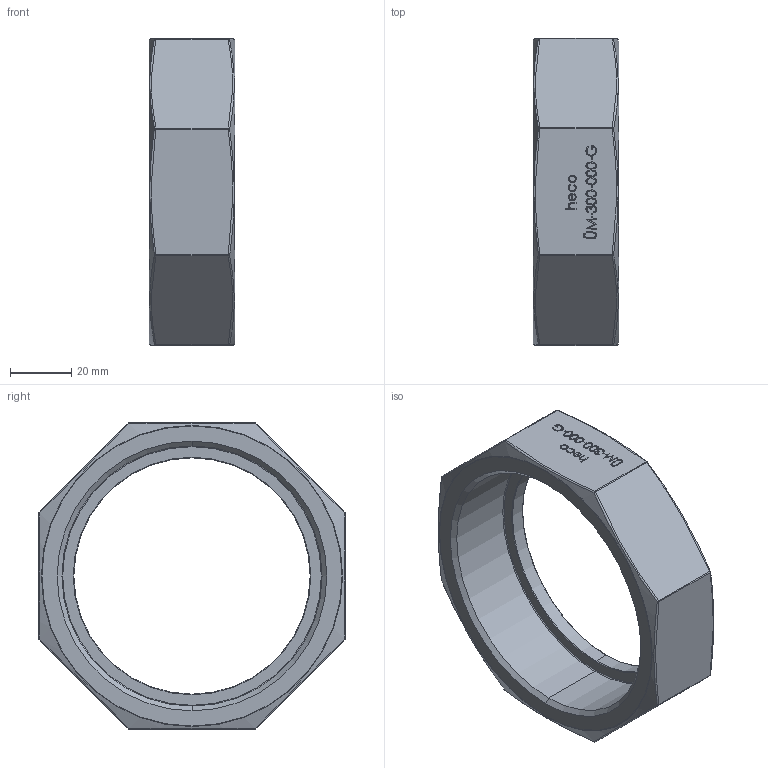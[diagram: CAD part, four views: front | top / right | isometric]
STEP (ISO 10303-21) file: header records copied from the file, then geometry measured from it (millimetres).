
FILE_DESCRIPTION (( 'STEP AP214' ), '1' );
FILE_NAME ('ÜM-300-000-G Überwurfmutter.STEP', '2018-06-21T07:56:16', ( '' ), ( '' ), 'SwSTEP 2.0', 'SolidWorks 2016', '' );
FILE_SCHEMA (( 'AUTOMOTIVE_DESIGN' ));
Length unit declared in the file: millimetre
Products named in the file (1): ÜM-300-000-G Überwurfmutter
Bounding box: 28 x 100 x 100 mm (x, y, z)
Volume: 77280.2 mm3; surface area: 23034 mm2
Topology: 1 solids, 1 shells, 319 faces, 803 edges, 510 vertices
Faces by surface type: bspline 169, plane 106, sphere 16, cylinder 12, torus 10, cone 6
Entity records: 21000 total; most frequent: CARTESIAN_POINT 12446, ORIENTED_EDGE 1590, DIRECTION 837, EDGE_CURVE 795, VERTEX_POINT 510, VECTOR 371, LINE 371, EDGE_LOOP 353
